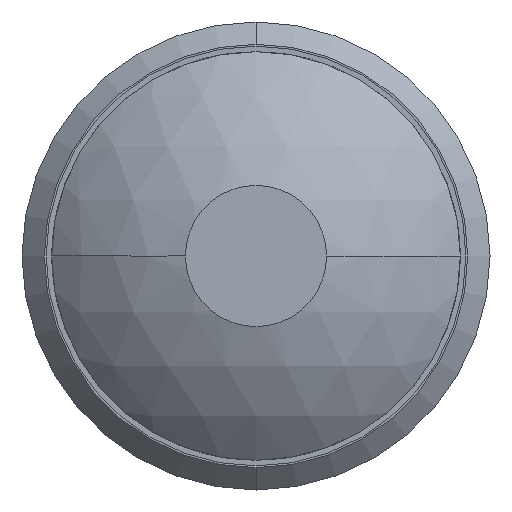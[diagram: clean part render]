
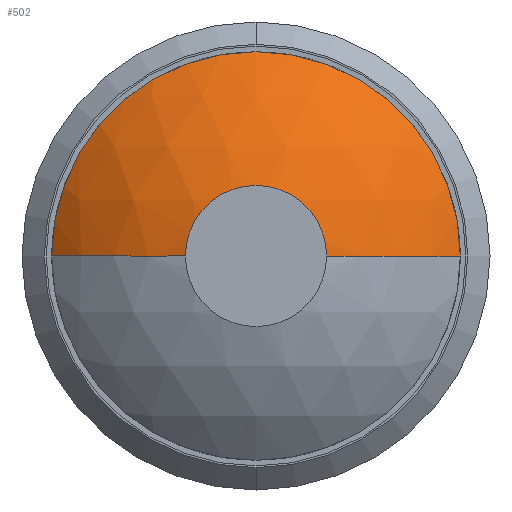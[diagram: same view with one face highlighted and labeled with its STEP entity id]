
A CAD part, front view. The second image highlights one B-rep face of the part: STEP entity #502.
In plain terms, the highlighted spherical face has radius 10 mm.
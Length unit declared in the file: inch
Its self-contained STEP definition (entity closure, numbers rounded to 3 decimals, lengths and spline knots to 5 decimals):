
#26 = CARTESIAN_POINT ( 'NONE',  ( 0., 0.38207, 0. ) ) ;
#51 = ORIENTED_EDGE ( 'NONE', *, *, #851, .F. ) ;
#89 = ORIENTED_EDGE ( 'NONE', *, *, #405, .T. ) ;
#97 = EDGE_CURVE ( 'NONE', #1013, #1064, #1085, .T. ) ;
#103 = CIRCLE ( 'NONE', #741, 0.3937 ) ;
#126 = CARTESIAN_POINT ( 'NONE',  ( 0., 0.38207, 0. ) ) ;
#153 = CIRCLE ( 'NONE', #779, 0.095 ) ;
#158 = CARTESIAN_POINT ( 'NONE',  ( 0.095, 0., 0. ) ) ;
#249 = DIRECTION ( 'NONE',  ( 0., 0., -1. ) ) ;
#262 = AXIS2_PLACEMENT_3D ( 'NONE', #518, #692, #1026 ) ;
#280 = AXIS2_PLACEMENT_3D ( 'NONE', #126, #382, #892 ) ;
#327 = ORIENTED_EDGE ( 'NONE', *, *, #97, .T. ) ;
#336 = CARTESIAN_POINT ( 'NONE',  ( -0.095, 0., 0. ) ) ;
#365 = AXIS2_PLACEMENT_3D ( 'NONE', #730, #721, #807 ) ;
#382 = DIRECTION ( 'NONE',  ( 0., 0., 1. ) ) ;
#386 = DIRECTION ( 'NONE',  ( 0., -1., 0. ) ) ;
#397 = DIRECTION ( 'NONE',  ( -1., 0., 0. ) ) ;
#398 = CIRCLE ( 'NONE', #262, 0.275 ) ;
#404 = CARTESIAN_POINT ( 'NONE',  ( 0.275, 0.10033, 0. ) ) ;
#405 = EDGE_CURVE ( 'NONE', #982, #822, #398, .T. ) ;
#496 = CARTESIAN_POINT ( 'NONE',  ( 0., 0.10033, 0. ) ) ;
#502 = ADVANCED_FACE ( 'NONE', ( #973 ), #888, .T. ) ;
#518 = CARTESIAN_POINT ( 'NONE',  ( 0., 0.10033, 0. ) ) ;
#595 = EDGE_CURVE ( 'NONE', #822, #1013, #1086, .T. ) ;
#613 = VERTEX_POINT ( 'NONE', #158 ) ;
#621 = AXIS2_PLACEMENT_3D ( 'NONE', #496, #386, #907 ) ;
#668 = EDGE_LOOP ( 'NONE', ( #89, #809, #327, #1087, #51 ) ) ;
#692 = DIRECTION ( 'NONE',  ( 0., -1., 0. ) ) ;
#721 = DIRECTION ( 'NONE',  ( 0., 0., 1. ) ) ;
#727 = CARTESIAN_POINT ( 'NONE',  ( 0., 0.10033, 0.275 ) ) ;
#730 = CARTESIAN_POINT ( 'NONE',  ( 0., 0.38207, 0. ) ) ;
#739 = DIRECTION ( 'NONE',  ( 0., 0., -1. ) ) ;
#741 = AXIS2_PLACEMENT_3D ( 'NONE', #26, #739, #397 ) ;
#768 = CARTESIAN_POINT ( 'NONE',  ( 0., 0., 0. ) ) ;
#779 = AXIS2_PLACEMENT_3D ( 'NONE', #768, #829, #249 ) ;
#807 = DIRECTION ( 'NONE',  ( 1., 0., 0. ) ) ;
#809 = ORIENTED_EDGE ( 'NONE', *, *, #595, .T. ) ;
#822 = VERTEX_POINT ( 'NONE', #727 ) ;
#829 = DIRECTION ( 'NONE',  ( 0., -1., 0. ) ) ;
#851 = EDGE_CURVE ( 'NONE', #982, #613, #103, .T. ) ;
#888 = SPHERICAL_SURFACE ( 'NONE', #280, 0.3937 ) ;
#892 = DIRECTION ( 'NONE',  ( 1., 0., 0. ) ) ;
#907 = DIRECTION ( 'NONE',  ( 0., 0., -1. ) ) ;
#923 = CARTESIAN_POINT ( 'NONE',  ( -0.275, 0.10033, 0. ) ) ;
#973 = FACE_OUTER_BOUND ( 'NONE', #668, .T. ) ;
#982 = VERTEX_POINT ( 'NONE', #404 ) ;
#994 = EDGE_CURVE ( 'NONE', #613, #1064, #153, .T. ) ;
#1013 = VERTEX_POINT ( 'NONE', #923 ) ;
#1026 = DIRECTION ( 'NONE',  ( 0., 0., -1. ) ) ;
#1064 = VERTEX_POINT ( 'NONE', #336 ) ;
#1085 = CIRCLE ( 'NONE', #365, 0.3937 ) ;
#1086 = CIRCLE ( 'NONE', #621, 0.275 ) ;
#1087 = ORIENTED_EDGE ( 'NONE', *, *, #994, .F. ) ;
